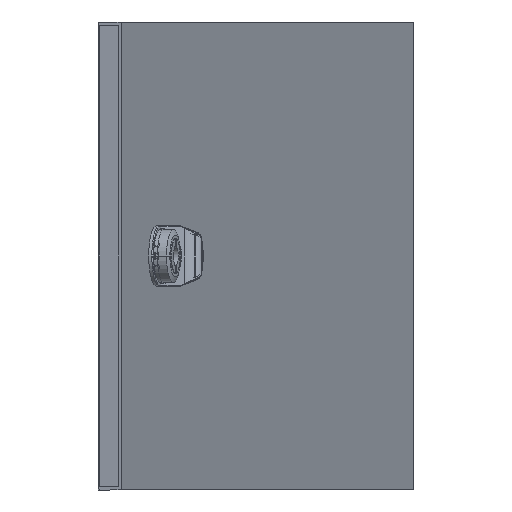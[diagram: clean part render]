
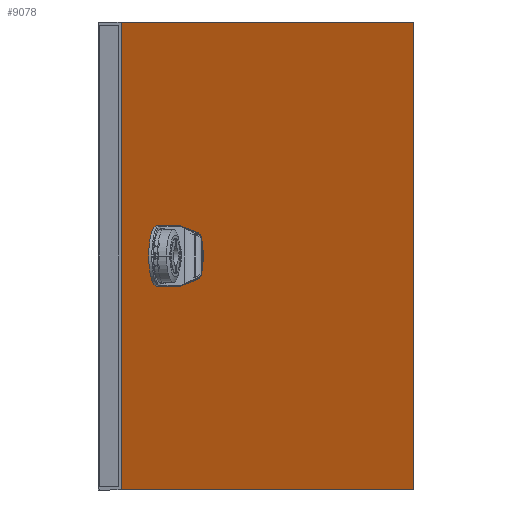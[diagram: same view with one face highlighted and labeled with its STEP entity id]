
A CAD part, front view. The second image highlights one B-rep face of the part: STEP entity #9078.
In plain terms, the highlighted planar face has unit normal (0.966, -0.259, 0).
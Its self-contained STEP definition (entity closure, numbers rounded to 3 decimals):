
#149 = DIRECTION ( 'NONE',  ( 0., 0., -1. ) ) ;
#158 = ORIENTED_EDGE ( 'NONE', *, *, #4635, .F. ) ;
#275 = EDGE_CURVE ( 'NONE', #1188, #29652, #4287, .T. ) ;
#498 = CARTESIAN_POINT ( 'NONE',  ( -9.372, -28.362, 25. ) ) ;
#552 = VERTEX_POINT ( 'NONE', #1107 ) ;
#1050 = DIRECTION ( 'NONE',  ( -0.259, -0.966, 0. ) ) ;
#1107 = CARTESIAN_POINT ( 'NONE',  ( -144.607, -533.575, 41. ) ) ;
#1188 = VERTEX_POINT ( 'NONE', #24598 ) ;
#1579 = DIRECTION ( 'NONE',  ( 0., 0., 1. ) ) ;
#1849 = DIRECTION ( 'NONE',  ( 0.259, 0.966, 0. ) ) ;
#2229 = DIRECTION ( 'NONE',  ( 0., 0., -1. ) ) ;
#2575 = ORIENTED_EDGE ( 'NONE', *, *, #8229, .F. ) ;
#2799 = VECTOR ( 'NONE', #34956, 1000. ) ;
#2839 = VECTOR ( 'NONE', #28178, 1000. ) ;
#3585 = DIRECTION ( 'NONE',  ( -0.966, 0.259, 0. ) ) ;
#3743 = ORIENTED_EDGE ( 'NONE', *, *, #40344, .T. ) ;
#4287 = LINE ( 'NONE', #53260, #6839 ) ;
#4635 = EDGE_CURVE ( 'NONE', #47745, #43892, #31479, .T. ) ;
#5113 = CIRCLE ( 'NONE', #51235, 1. ) ;
#5375 = DIRECTION ( 'NONE',  ( -0.966, 0.259, 0. ) ) ;
#5484 = CARTESIAN_POINT ( 'NONE',  ( -141.504, -521.983, 41. ) ) ;
#6717 = AXIS2_PLACEMENT_3D ( 'NONE', #13890, #5375, #41336 ) ;
#6839 = VECTOR ( 'NONE', #149, 1000. ) ;
#7543 = DIRECTION ( 'NONE',  ( 0.966, -0.259, 0. ) ) ;
#7838 = CARTESIAN_POINT ( 'NONE',  ( -140.47, -518.119, 39.457 ) ) ;
#7900 = CARTESIAN_POINT ( 'NONE',  ( -9.372, -28.362, -98. ) ) ;
#8229 = EDGE_CURVE ( 'NONE', #43892, #24710, #27291, .T. ) ;
#8766 = CARTESIAN_POINT ( 'NONE',  ( -140.211, -517.153, 10.543 ) ) ;
#9078 = ADVANCED_FACE ( 'NONE', ( #19527, #10416 ), #15684, .T. ) ;
#9660 = DIRECTION ( 'NONE',  ( 0., 0., -1. ) ) ;
#10416 = FACE_OUTER_BOUND ( 'NONE', #46190, .T. ) ;
#10945 = EDGE_CURVE ( 'NONE', #552, #14605, #28555, .T. ) ;
#11956 = CARTESIAN_POINT ( 'NONE',  ( -163.225, -603.127, 25. ) ) ;
#12296 = ORIENTED_EDGE ( 'NONE', *, *, #53749, .F. ) ;
#12718 = CARTESIAN_POINT ( 'NONE',  ( -141.504, -521.983, 25. ) ) ;
#13890 = CARTESIAN_POINT ( 'NONE',  ( -144.607, -533.575, 25. ) ) ;
#14113 = CARTESIAN_POINT ( 'NONE',  ( -144.607, -533.575, 9. ) ) ;
#14605 = VERTEX_POINT ( 'NONE', #5484 ) ;
#14816 = CARTESIAN_POINT ( 'NONE',  ( -86.298, -315.744, 25. ) ) ;
#14966 = CARTESIAN_POINT ( 'NONE',  ( -148.744, -549.031, 41. ) ) ;
#15684 = PLANE ( 'NONE',  #26157 ) ;
#15759 = DIRECTION ( 'NONE',  ( -0.966, 0.259, 0. ) ) ;
#15950 = CIRCLE ( 'NONE', #29157, 16. ) ;
#16334 = EDGE_CURVE ( 'NONE', #30062, #43253, #15950, .T. ) ;
#16787 = CARTESIAN_POINT ( 'NONE',  ( -163.225, -603.127, -98. ) ) ;
#16857 = LINE ( 'NONE', #39313, #51930 ) ;
#19370 = ORIENTED_EDGE ( 'NONE', *, *, #32781, .F. ) ;
#19527 = FACE_BOUND ( 'NONE', #47427, .T. ) ;
#22333 = EDGE_CURVE ( 'NONE', #31954, #552, #57557, .T. ) ;
#23196 = EDGE_CURVE ( 'NONE', #27882, #47745, #16857, .T. ) ;
#23284 = ORIENTED_EDGE ( 'NONE', *, *, #23196, .F. ) ;
#23983 = CARTESIAN_POINT ( 'NONE',  ( -140.47, -518.119, 10.543 ) ) ;
#24598 = CARTESIAN_POINT ( 'NONE',  ( -140.211, -517.153, 39.457 ) ) ;
#24710 = VERTEX_POINT ( 'NONE', #16787 ) ;
#24945 = ORIENTED_EDGE ( 'NONE', *, *, #22333, .T. ) ;
#25473 = DIRECTION ( 'NONE',  ( 0., 0., -1. ) ) ;
#26157 = AXIS2_PLACEMENT_3D ( 'NONE', #14816, #47245, #1849 ) ;
#27291 = LINE ( 'NONE', #45264, #54378 ) ;
#27581 = ORIENTED_EDGE ( 'NONE', *, *, #16334, .T. ) ;
#27882 = VERTEX_POINT ( 'NONE', #47176 ) ;
#28165 = EDGE_CURVE ( 'NONE', #14605, #50867, #30453, .T. ) ;
#28178 = DIRECTION ( 'NONE',  ( -0.259, -0.966, 0. ) ) ;
#28555 = LINE ( 'NONE', #14966, #55397 ) ;
#29157 = AXIS2_PLACEMENT_3D ( 'NONE', #12718, #3585, #39576 ) ;
#29477 = ORIENTED_EDGE ( 'NONE', *, *, #28165, .T. ) ;
#29652 = VERTEX_POINT ( 'NONE', #8766 ) ;
#30062 = VERTEX_POINT ( 'NONE', #37360 ) ;
#30453 = CIRCLE ( 'NONE', #41785, 16. ) ;
#31276 = ORIENTED_EDGE ( 'NONE', *, *, #40099, .F. ) ;
#31479 = LINE ( 'NONE', #498, #47582 ) ;
#31954 = VERTEX_POINT ( 'NONE', #14113 ) ;
#32781 = EDGE_CURVE ( 'NONE', #30062, #29652, #5113, .T. ) ;
#33033 = CARTESIAN_POINT ( 'NONE',  ( -141.504, -521.983, 9. ) ) ;
#34956 = DIRECTION ( 'NONE',  ( 0., 0., 1. ) ) ;
#37360 = CARTESIAN_POINT ( 'NONE',  ( -140.401, -517.862, 9.579 ) ) ;
#37925 = CARTESIAN_POINT ( 'NONE',  ( -141.504, -521.983, 25. ) ) ;
#39095 = LINE ( 'NONE', #11956, #2799 ) ;
#39313 = CARTESIAN_POINT ( 'NONE',  ( -86.298, -315.744, 148. ) ) ;
#39373 = AXIS2_PLACEMENT_3D ( 'NONE', #7838, #7543, #25473 ) ;
#39576 = DIRECTION ( 'NONE',  ( 0., 0., -1. ) ) ;
#40099 = EDGE_CURVE ( 'NONE', #1188, #50867, #46876, .T. ) ;
#40344 = EDGE_CURVE ( 'NONE', #43253, #31954, #51168, .T. ) ;
#41336 = DIRECTION ( 'NONE',  ( 0., 0., -1. ) ) ;
#41785 = AXIS2_PLACEMENT_3D ( 'NONE', #37925, #15759, #2229 ) ;
#41996 = DIRECTION ( 'NONE',  ( 0.966, -0.259, 0. ) ) ;
#43150 = DIRECTION ( 'NONE',  ( 0.259, 0.966, 0. ) ) ;
#43253 = VERTEX_POINT ( 'NONE', #33033 ) ;
#43892 = VERTEX_POINT ( 'NONE', #7900 ) ;
#44448 = ORIENTED_EDGE ( 'NONE', *, *, #275, .T. ) ;
#45264 = CARTESIAN_POINT ( 'NONE',  ( -86.298, -315.744, -98. ) ) ;
#46190 = EDGE_LOOP ( 'NONE', ( #12296, #2575, #158, #23284 ) ) ;
#46876 = CIRCLE ( 'NONE', #39373, 1. ) ;
#47176 = CARTESIAN_POINT ( 'NONE',  ( -163.225, -603.127, 148. ) ) ;
#47245 = DIRECTION ( 'NONE',  ( 0.966, -0.259, 0. ) ) ;
#47427 = EDGE_LOOP ( 'NONE', ( #44448, #19370, #27581, #3743, #24945, #55459, #29477, #31276 ) ) ;
#47582 = VECTOR ( 'NONE', #9660, 1000. ) ;
#47745 = VERTEX_POINT ( 'NONE', #47775 ) ;
#47775 = CARTESIAN_POINT ( 'NONE',  ( -9.372, -28.362, 148. ) ) ;
#50031 = CARTESIAN_POINT ( 'NONE',  ( -140.401, -517.862, 40.421 ) ) ;
#50867 = VERTEX_POINT ( 'NONE', #50031 ) ;
#51168 = LINE ( 'NONE', #56188, #2839 ) ;
#51235 = AXIS2_PLACEMENT_3D ( 'NONE', #23983, #41996, #1579 ) ;
#51547 = DIRECTION ( 'NONE',  ( 0.259, 0.966, 0. ) ) ;
#51930 = VECTOR ( 'NONE', #43150, 1000. ) ;
#53260 = CARTESIAN_POINT ( 'NONE',  ( -140.211, -517.153, 41. ) ) ;
#53749 = EDGE_CURVE ( 'NONE', #24710, #27882, #39095, .T. ) ;
#54378 = VECTOR ( 'NONE', #1050, 1000. ) ;
#55397 = VECTOR ( 'NONE', #51547, 1000. ) ;
#55459 = ORIENTED_EDGE ( 'NONE', *, *, #10945, .T. ) ;
#56188 = CARTESIAN_POINT ( 'NONE',  ( -148.744, -549.031, 9. ) ) ;
#57557 = CIRCLE ( 'NONE', #6717, 16. ) ;
